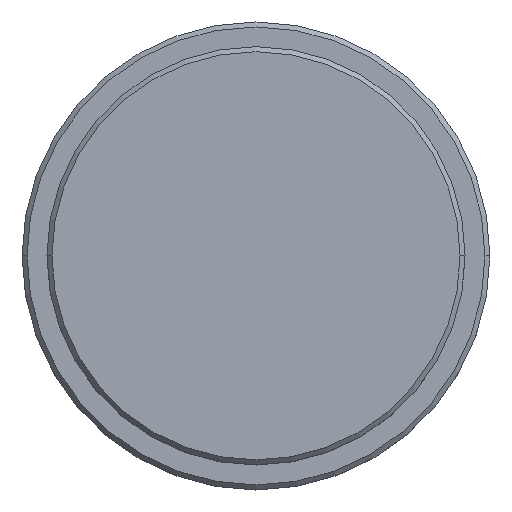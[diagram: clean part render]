
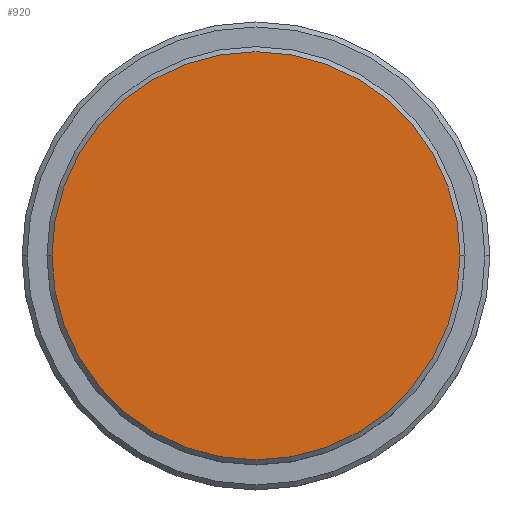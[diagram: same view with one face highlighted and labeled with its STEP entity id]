
A CAD part, top view. The second image highlights one B-rep face of the part: STEP entity #920.
In plain terms, the highlighted planar face has unit normal (0, 0, 1).
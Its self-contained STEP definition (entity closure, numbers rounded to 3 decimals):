
#44 = DIRECTION ( 'NONE',  ( 0., 0., 1. ) ) ;
#72 = CARTESIAN_POINT ( 'NONE',  ( 0., 0., 0. ) ) ;
#85 = DIRECTION ( 'NONE',  ( 1., 0., 0. ) ) ;
#90 = EDGE_CURVE ( 'NONE', #779, #627, #613, .T. ) ;
#106 = FACE_OUTER_BOUND ( 'NONE', #524, .T. ) ;
#155 = DIRECTION ( 'NONE',  ( 1., 0., 0. ) ) ;
#161 = PLANE ( 'NONE',  #1168 ) ;
#174 = ORIENTED_EDGE ( 'NONE', *, *, #90, .T. ) ;
#219 = CARTESIAN_POINT ( 'NONE',  ( -20.5, 0., 0. ) ) ;
#220 = CARTESIAN_POINT ( 'NONE',  ( 20.5, 0., 0. ) ) ;
#296 = AXIS2_PLACEMENT_3D ( 'NONE', #352, #44, #85 ) ;
#352 = CARTESIAN_POINT ( 'NONE',  ( 0., 0., 0. ) ) ;
#367 = AXIS2_PLACEMENT_3D ( 'NONE', #1157, #1202, #847 ) ;
#524 = EDGE_LOOP ( 'NONE', ( #732, #174 ) ) ;
#613 = CIRCLE ( 'NONE', #296, 20.5 ) ;
#627 = VERTEX_POINT ( 'NONE', #219 ) ;
#732 = ORIENTED_EDGE ( 'NONE', *, *, #976, .T. ) ;
#779 = VERTEX_POINT ( 'NONE', #220 ) ;
#847 = DIRECTION ( 'NONE',  ( 1., 0., 0. ) ) ;
#915 = DIRECTION ( 'NONE',  ( 0., 0., 1. ) ) ;
#920 = ADVANCED_FACE ( 'NONE', ( #106 ), #161, .T. ) ;
#976 = EDGE_CURVE ( 'NONE', #627, #779, #1094, .T. ) ;
#1094 = CIRCLE ( 'NONE', #367, 20.5 ) ;
#1157 = CARTESIAN_POINT ( 'NONE',  ( 0., 0., 0. ) ) ;
#1168 = AXIS2_PLACEMENT_3D ( 'NONE', #72, #915, #155 ) ;
#1202 = DIRECTION ( 'NONE',  ( 0., 0., 1. ) ) ;
